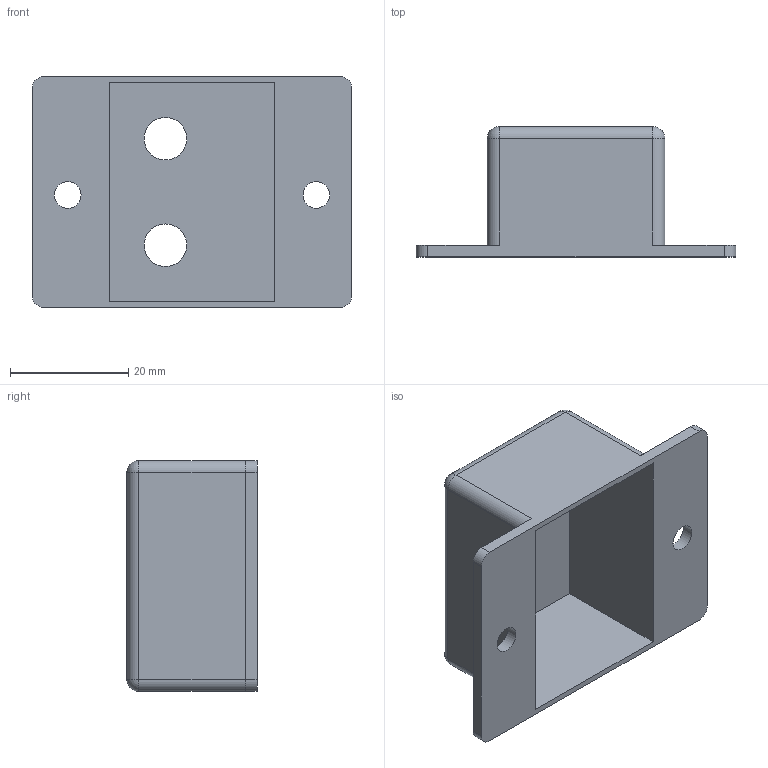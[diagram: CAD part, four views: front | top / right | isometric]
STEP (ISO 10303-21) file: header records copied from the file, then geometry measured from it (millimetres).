
FILE_DESCRIPTION(/* description */ (''),/* implementation_level */ '2;1');
FILE_NAME(/* name */ 'Beatmania Dual Potmeter v2.step',/* time_stamp */ '2022-09-19T13:10:59+02:00',/* author */ (''),/* organization */ (''),/* preprocessor_version */ 'ST-DEVELOPER v19',/* originating_system */ 'Autodesk Translation Framework v11.7.0.108',/* authorisation */ '');
FILE_SCHEMA (('AUTOMOTIVE_DESIGN { 1 0 10303 214 3 1 1 }'));
Length unit declared in the file: millimetre
Products named in the file (1): Beatmania Dual Potmeter
Bounding box: 54 x 22 x 39 mm (x, y, z)
Volume: 6454.2 mm3; surface area: 9755.6 mm2
Topology: 1 solids, 1 shells, 152 faces, 405 edges, 266 vertices
Faces by surface type: plane 77, bspline 55, cylinder 16, sphere 4
Full cylindrical faces by diameter (mm): 4.5 x2, 7.2 x2
Entity records: 5244 total; most frequent: CARTESIAN_POINT 1759, ORIENTED_EDGE 810, DIRECTION 523, EDGE_CURVE 405, VERTEX_POINT 266, LINE 263, VECTOR 263, EDGE_LOOP 171
